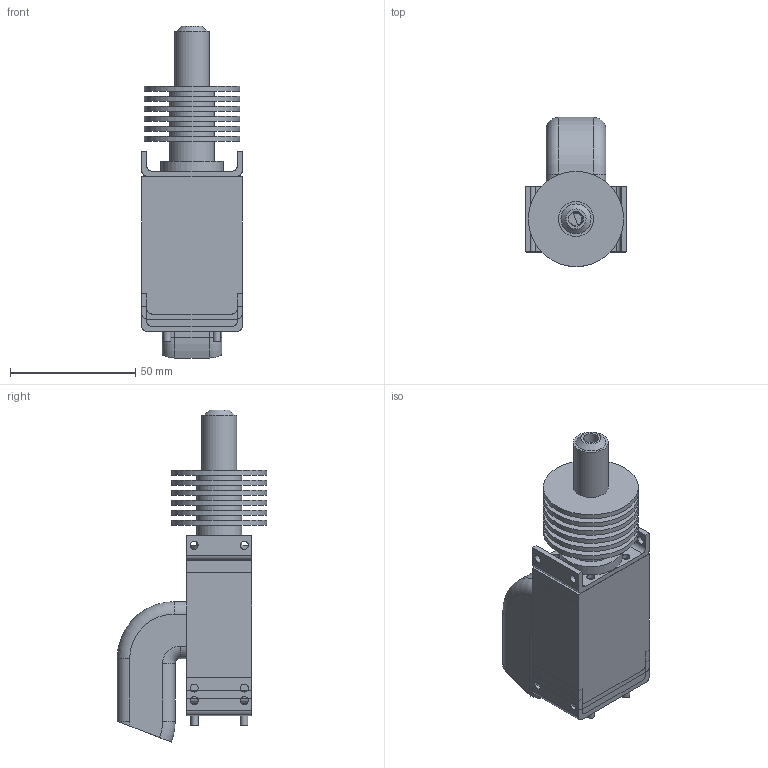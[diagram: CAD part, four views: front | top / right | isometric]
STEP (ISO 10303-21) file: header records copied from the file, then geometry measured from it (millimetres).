
FILE_DESCRIPTION(('STEP AP214'), '1');
FILE_NAME('栖闉罻椻嚦賾麧譇_1', '2019-04-24T10:06:55', (' Smarty '), (''), 'ASCON STEP Converter 1.3', 'ASCON Math Kernel', '');
FILE_SCHEMA(('AUTOMOTIVE_DESIGN { 1 0 10303 214 3 1 1}'));
Length unit declared in the file: millimetre
Products named in the file (13): 1; 2; 3; 4; 5; 6; 7; 8; 9; 10; 11; 12; 13
Assembly tree (12 placements, depth 2):
  1
    2
    3
    4
    5
    6
    7
    8
    9
    10
    11
    12
    13
Bounding box: 40 x 59.74 x 132.56 mm (x, y, z)
Volume: 70779 mm3; surface area: 61750.9 mm2
Topology: 12 solids, 12 shells, 335 faces, 869 edges, 570 vertices
Faces by surface type: plane 191, cylinder 108, cone 16, torus 15, bspline 5
Full cylindrical faces by diameter (mm): 3 x12, 3.2 x30, 6 x1, 10 x3, 14 x2, 18 x6, 22 x6, 25 x1, 38 x6
Entity records: 20247 total; most frequent: CARTESIAN_POINT 9797, DIRECTION 1671, ORIENTED_EDGE 1564, EDGE_CURVE 782, AXIS2_PLACEMENT_3D 611, VERTEX_POINT 565, EDGE_LOOP 512, LINE 438
